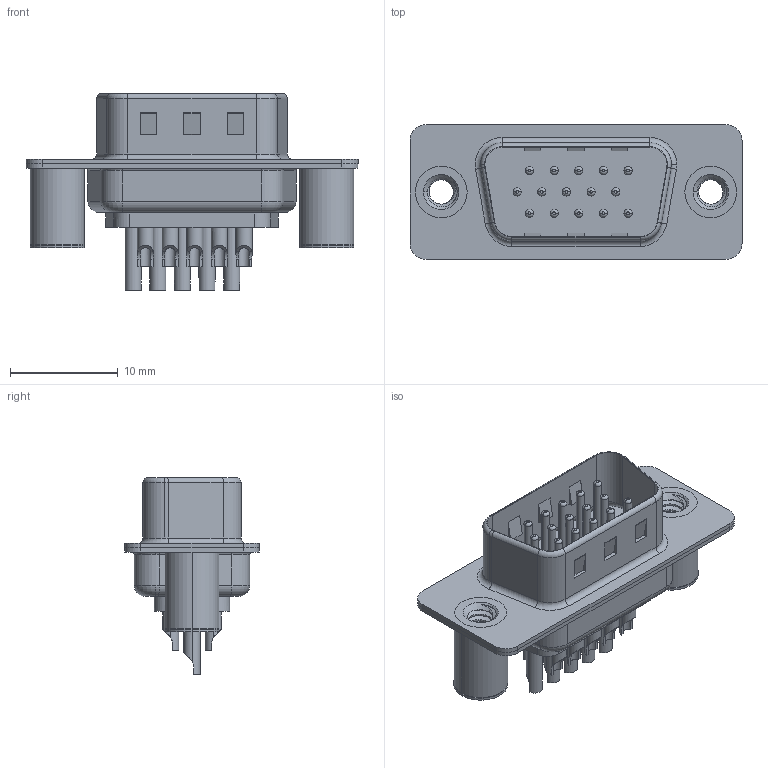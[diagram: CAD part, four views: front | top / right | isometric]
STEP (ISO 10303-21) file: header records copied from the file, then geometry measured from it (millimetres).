
FILE_DESCRIPTION (( 'STEP AP203' ), '1' );
FILE_NAME ('637-M15-232-BT3.STEP', '2018-11-19T22:15:52', ( '' ), ( '' ), 'SwSTEP 2.0', 'SolidWorks 2016', '' );
FILE_SCHEMA (( 'CONFIG_CONTROL_DESIGN' ));
Length unit declared in the file: millimetre
Products named in the file (8): 637M Contact Row 3_32; 637M 4-40 Threaded Board Spacer; 637-M15-232-BT3; 637M Housing_15 Contacts; 637M Shell Front_15 Contacts; 637M Shell Rear_15 Contacts; 637M Contact Row 1_32; 637M Contact Row 2_32
Assembly tree (20 placements, depth 2):
  637-M15-232-BT3
    637M Housing_15 Contacts
    637M Shell Front_15 Contacts
    637M Shell Rear_15 Contacts
    637M Contact Row 1_32  x5
    637M Contact Row 2_32  x5
    637M Contact Row 3_32  x5
    637M 4-40 Threaded Board Spacer  x2
Bounding box: 30.8 x 12.5 x 18.25 mm (x, y, z)
Volume: 1521.2 mm3; surface area: 4533.6 mm2
Topology: 20 solids, 20 shells, 893 faces, 2101 edges, 1289 vertices
Faces by surface type: cylinder 393, plane 242, torus 204, cone 48, bspline 6
Entity records: 17366 total; most frequent: CARTESIAN_POINT 4275, DIRECTION 2683, ORIENTED_EDGE 2360, EDGE_CURVE 1180, AXIS2_PLACEMENT_3D 1081, VERTEX_POINT 744, EDGE_LOOP 596, CIRCLE 566
